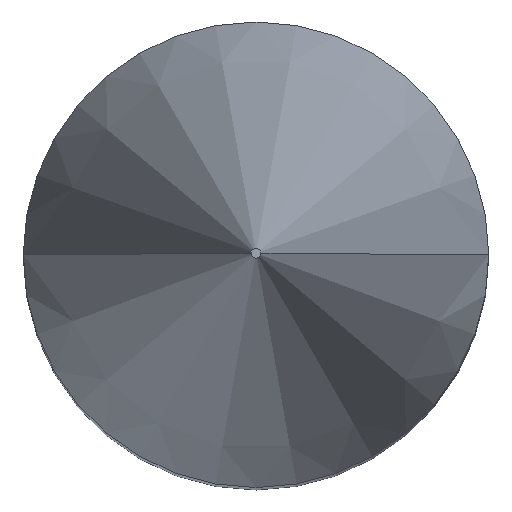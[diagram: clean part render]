
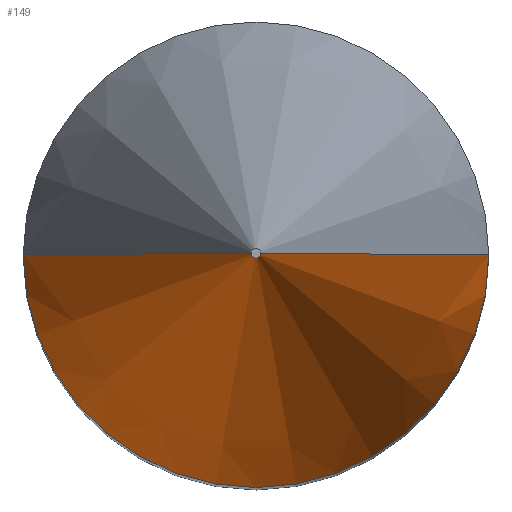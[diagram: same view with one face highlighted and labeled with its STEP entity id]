
A CAD part, top view. The second image highlights one B-rep face of the part: STEP entity #149.
In plain terms, the highlighted conical face has half-angle 15 degrees and reference radius 0.102 mm.
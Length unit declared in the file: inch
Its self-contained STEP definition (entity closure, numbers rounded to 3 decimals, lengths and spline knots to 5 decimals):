
#2 = CARTESIAN_POINT ( 'NONE',  ( 0., 0., 2.5 ) ) ;
#3 = CARTESIAN_POINT ( 'NONE',  ( 0.004, 0., 2.5 ) ) ;
#20 = AXIS2_PLACEMENT_3D ( 'NONE', #106, #175, #234 ) ;
#24 = VERTEX_POINT ( 'NONE', #126 ) ;
#29 = DIRECTION ( 'NONE',  ( -1., 0., 0. ) ) ;
#31 = EDGE_CURVE ( 'NONE', #246, #24, #249, .T. ) ;
#34 = VERTEX_POINT ( 'NONE', #154 ) ;
#36 = AXIS2_PLACEMENT_3D ( 'NONE', #2, #150, #60 ) ;
#37 = DIRECTION ( 'NONE',  ( -0.259, 0., -0.966 ) ) ;
#40 = AXIS2_PLACEMENT_3D ( 'NONE', #243, #181, #29 ) ;
#56 = VECTOR ( 'NONE', #143, 39.37008 ) ;
#60 = DIRECTION ( 'NONE',  ( 1., 0., 0. ) ) ;
#61 = CARTESIAN_POINT ( 'NONE',  ( -0.004, 0., 2.5 ) ) ;
#64 = CONICAL_SURFACE ( 'NONE', #36, 0.004, 0.262 ) ;
#83 = EDGE_LOOP ( 'NONE', ( #225, #118, #199, #215 ) ) ;
#85 = CARTESIAN_POINT ( 'NONE',  ( 0.1875, 0., 1.81517 ) ) ;
#86 = EDGE_CURVE ( 'NONE', #34, #24, #96, .T. ) ;
#96 = LINE ( 'NONE', #61, #235 ) ;
#106 = CARTESIAN_POINT ( 'NONE',  ( 0., 0., 2.5 ) ) ;
#110 = VERTEX_POINT ( 'NONE', #3 ) ;
#112 = FACE_OUTER_BOUND ( 'NONE', #83, .T. ) ;
#118 = ORIENTED_EDGE ( 'NONE', *, *, #86, .T. ) ;
#124 = LINE ( 'NONE', #244, #56 ) ;
#126 = CARTESIAN_POINT ( 'NONE',  ( -0.1875, 0., 1.81517 ) ) ;
#137 = CIRCLE ( 'NONE', #20, 0.004 ) ;
#143 = DIRECTION ( 'NONE',  ( 0.259, 0., -0.966 ) ) ;
#149 = ADVANCED_FACE ( 'NONE', ( #112 ), #64, .T. ) ;
#150 = DIRECTION ( 'NONE',  ( 0., 0., -1. ) ) ;
#154 = CARTESIAN_POINT ( 'NONE',  ( -0.004, 0., 2.5 ) ) ;
#175 = DIRECTION ( 'NONE',  ( 0., 0., -1. ) ) ;
#181 = DIRECTION ( 'NONE',  ( 0., 0., -1. ) ) ;
#198 = EDGE_CURVE ( 'NONE', #110, #34, #137, .T. ) ;
#199 = ORIENTED_EDGE ( 'NONE', *, *, #31, .F. ) ;
#215 = ORIENTED_EDGE ( 'NONE', *, *, #231, .F. ) ;
#225 = ORIENTED_EDGE ( 'NONE', *, *, #198, .T. ) ;
#231 = EDGE_CURVE ( 'NONE', #110, #246, #124, .T. ) ;
#234 = DIRECTION ( 'NONE',  ( -1., 0., 0. ) ) ;
#235 = VECTOR ( 'NONE', #37, 39.37008 ) ;
#243 = CARTESIAN_POINT ( 'NONE',  ( 0., 0., 1.81517 ) ) ;
#244 = CARTESIAN_POINT ( 'NONE',  ( 0.004, 0., 2.5 ) ) ;
#246 = VERTEX_POINT ( 'NONE', #85 ) ;
#249 = CIRCLE ( 'NONE', #40, 0.1875 ) ;
